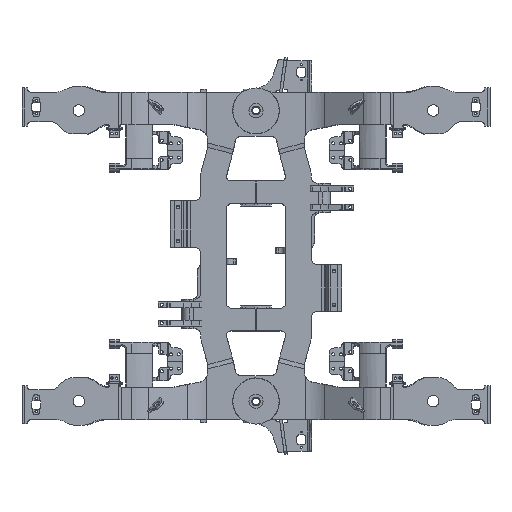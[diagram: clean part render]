
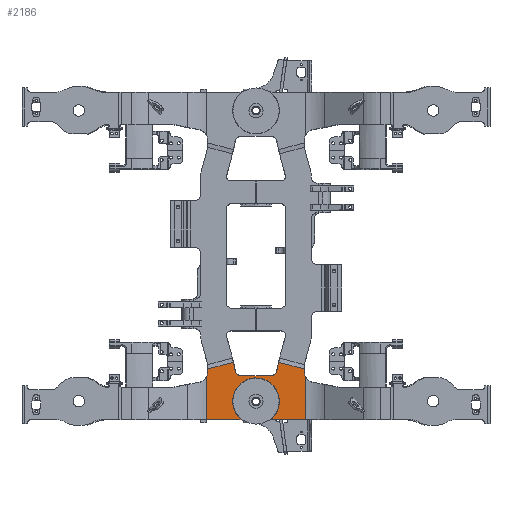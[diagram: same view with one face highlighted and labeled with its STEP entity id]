
A CAD part, top view. The second image highlights one B-rep face of the part: STEP entity #2186.
In plain terms, the highlighted planar face has unit normal (0, 0, 1).
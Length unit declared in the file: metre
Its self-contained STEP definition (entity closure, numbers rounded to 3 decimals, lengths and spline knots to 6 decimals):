
#2186=ADVANCED_FACE('0:364',(#6596),#6597,.T.);
#6596=FACE_OUTER_BOUND('',#15688,.T.);
#6597=PLANE('',#15689);
#15688=EDGE_LOOP('',(#224565,#224566,#224567,#224568,#224569,#224570,#224571,#224572,#224573,#224574,#224575,#224576,#224577,#224578,#224579,#224580,#224581,#224582,#224583,#224584));
#15689=AXIS2_PLACEMENT_3D('',#224585,#224586,#224587);
#224565=ORIENTED_EDGE('',*,*,#259842,.F.);
#224566=ORIENTED_EDGE('',*,*,#259841,.T.);
#224567=ORIENTED_EDGE('',*,*,#259802,.T.);
#224568=ORIENTED_EDGE('',*,*,#259843,.F.);
#224569=ORIENTED_EDGE('',*,*,#259844,.F.);
#224570=ORIENTED_EDGE('',*,*,#259845,.F.);
#224571=ORIENTED_EDGE('',*,*,#259846,.F.);
#224572=ORIENTED_EDGE('',*,*,#259847,.F.);
#224573=ORIENTED_EDGE('',*,*,#259848,.F.);
#224574=ORIENTED_EDGE('',*,*,#259849,.F.);
#224575=ORIENTED_EDGE('',*,*,#259850,.F.);
#224576=ORIENTED_EDGE('',*,*,#259851,.F.);
#224577=ORIENTED_EDGE('',*,*,#259852,.F.);
#224578=ORIENTED_EDGE('',*,*,#259853,.F.);
#224579=ORIENTED_EDGE('',*,*,#259854,.F.);
#224580=ORIENTED_EDGE('',*,*,#259855,.F.);
#224581=ORIENTED_EDGE('',*,*,#259856,.F.);
#224582=ORIENTED_EDGE('',*,*,#259857,.F.);
#224583=ORIENTED_EDGE('',*,*,#259790,.F.);
#224584=ORIENTED_EDGE('',*,*,#259858,.F.);
#224585=CARTESIAN_POINT('',(0.0,-0.953557,0.605));
#224586=DIRECTION('',(-0.0,0.0,1.0));
#224587=DIRECTION('',(1.0,-0.0,0.0));
#259790=EDGE_CURVE('0:708',#272685,#272688,#272689,.T.);
#259802=EDGE_CURVE('0:540',#272712,#272710,#272713,.T.);
#259841=EDGE_CURVE('0:657',#272777,#272712,#272784,.T.);
#259842=EDGE_CURVE('0:660',#272777,#272785,#272786,.T.);
#259843=EDGE_CURVE('0:663',#272787,#272710,#272788,.T.);
#259844=EDGE_CURVE('0:666',#272789,#272787,#272790,.T.);
#259845=EDGE_CURVE('0:669',#272791,#272789,#272792,.T.);
#259846=EDGE_CURVE('0:672',#272793,#272791,#272794,.T.);
#259847=EDGE_CURVE('0:675',#272795,#272793,#272796,.T.);
#259848=EDGE_CURVE('0:678',#272797,#272795,#272798,.T.);
#259849=EDGE_CURVE('0:681',#272799,#272797,#272800,.T.);
#259850=EDGE_CURVE('0:684',#272801,#272799,#272802,.T.);
#259851=EDGE_CURVE('0:687',#272803,#272801,#272804,.T.);
#259852=EDGE_CURVE('0:690',#272805,#272803,#272806,.T.);
#259853=EDGE_CURVE('0:693',#272807,#272805,#272808,.T.);
#259854=EDGE_CURVE('0:696',#272809,#272807,#272810,.T.);
#259855=EDGE_CURVE('0:699',#272811,#272809,#272812,.T.);
#259856=EDGE_CURVE('0:702',#272813,#272811,#272814,.T.);
#259857=EDGE_CURVE('0:705',#272688,#272813,#272815,.T.);
#259858=EDGE_CURVE('0:708',#272785,#272685,#272816,.T.);
#272685=VERTEX_POINT('',#294201);
#272688=VERTEX_POINT(' ',#294204);
#272689=CIRCLE('',#294205,0.165);
#272710=VERTEX_POINT(' ',#294279);
#272712=VERTEX_POINT(' ',#294281);
#272713=LINE('',#294282,#294283);
#272777=VERTEX_POINT(' ',#294389);
#272784=CIRCLE('',#294409,0.1);
#272785=VERTEX_POINT(' ',#294410);
#272786=CIRCLE('',#294411,0.165);
#272787=VERTEX_POINT(' ',#294412);
#272788=LINE('',#294413,#294414);
#272789=VERTEX_POINT(' ',#294415);
#272790=CIRCLE('',#294416,0.07565);
#272791=VERTEX_POINT(' ',#294417);
#272792=LINE('',#294418,#294419);
#272793=VERTEX_POINT(' ',#294420);
#272794=LINE('',#294421,#294422);
#272795=VERTEX_POINT(' ',#294423);
#272796=LINE('',#294424,#294425);
#272797=VERTEX_POINT(' ',#294426);
#272798=CIRCLE('',#294427,0.04);
#272799=VERTEX_POINT(' ',#294428);
#272800=LINE('',#294429,#294430);
#272801=VERTEX_POINT(' ',#294431);
#272802=CIRCLE('',#294432,0.04);
#272803=VERTEX_POINT(' ',#294433);
#272804=LINE('',#294434,#294435);
#272805=VERTEX_POINT(' ',#294436);
#272806=LINE('',#294437,#294438);
#272807=VERTEX_POINT(' ',#294439);
#272808=LINE('',#294440,#294441);
#272809=VERTEX_POINT(' ',#294442);
#272810=CIRCLE('',#294443,0.075647);
#272811=VERTEX_POINT(' ',#294444);
#272812=LINE('',#294445,#294446);
#272813=VERTEX_POINT(' ',#294447);
#272814=LINE('',#294448,#294449);
#272815=CIRCLE('',#294450,0.1);
#272816=CIRCLE('',#294451,0.165);
#294201=CARTESIAN_POINT('',(-0.04902,-0.86745,0.605));
#294204=CARTESIAN_POINT('',(-0.098011,-1.157736,0.605));
#294205=AXIS2_PLACEMENT_3D('',#341085,#341086,#341087);
#294279=CARTESIAN_POINT('',(0.347807,-1.155,0.605));
#294281=CARTESIAN_POINT('',(0.121244,-1.155,0.605));
#294282=CARTESIAN_POINT('',(0.121244,-1.155,0.605));
#294283=VECTOR('',#341102,0.001);
#294389=CARTESIAN_POINT('',(0.098011,-1.157736,0.605));
#294409=AXIS2_PLACEMENT_3D('',#341147,#341148,#341149);
#294410=CARTESIAN_POINT('',(0.,-0.86,0.605));
#294411=AXIS2_PLACEMENT_3D('',#341150,#341151,#341152);
#294412=CARTESIAN_POINT('',(0.347807,-0.850194,0.605));
#294413=CARTESIAN_POINT('',(0.347807,-0.850194,0.605));
#294414=VECTOR('',#341153,0.001);
#294415=CARTESIAN_POINT('',(0.34,-0.816719,0.605));
#294416=AXIS2_PLACEMENT_3D('',#341154,#341155,#341156);
#294417=CARTESIAN_POINT('',(0.34,-0.797612,0.605));
#294418=CARTESIAN_POINT('',(0.34,-0.797612,0.605));
#294419=VECTOR('',#341157,0.001);
#294420=CARTESIAN_POINT('',(0.159987,-0.749378,0.605));
#294421=CARTESIAN_POINT('',(0.159987,-0.749378,0.605));
#294422=VECTOR('',#341158,0.001);
#294423=CARTESIAN_POINT('',(0.146757,-0.811351,0.605));
#294424=CARTESIAN_POINT('',(0.146757,-0.811351,0.605));
#294425=VECTOR('',#341159,0.001);
#294426=CARTESIAN_POINT('',(0.107638,-0.843,0.605));
#294427=AXIS2_PLACEMENT_3D('',#341160,#341161,#341162);
#294428=CARTESIAN_POINT('',(-0.107638,-0.843,0.605));
#294429=CARTESIAN_POINT('',(-0.107638,-0.843,0.605));
#294430=VECTOR('',#341163,0.001);
#294431=CARTESIAN_POINT('',(-0.146757,-0.811351,0.605));
#294432=AXIS2_PLACEMENT_3D('',#341164,#341165,#341166);
#294433=CARTESIAN_POINT('',(-0.159987,-0.749378,0.605));
#294434=CARTESIAN_POINT('',(-0.159987,-0.749378,0.605));
#294435=VECTOR('',#341167,0.001);
#294436=CARTESIAN_POINT('',(-0.34,-0.797612,0.605));
#294437=CARTESIAN_POINT('',(-0.34,-0.797612,0.605));
#294438=VECTOR('',#341168,0.001);
#294439=CARTESIAN_POINT('',(-0.34,-0.816719,0.605));
#294440=CARTESIAN_POINT('',(-0.34,-0.816719,0.605));
#294441=VECTOR('',#341169,0.001);
#294442=CARTESIAN_POINT('',(-0.347807,-0.850194,0.605));
#294443=AXIS2_PLACEMENT_3D('',#341170,#341171,#341172);
#294444=CARTESIAN_POINT('',(-0.347807,-1.155,0.605));
#294445=CARTESIAN_POINT('',(-0.347807,-1.155,0.605));
#294446=VECTOR('',#341173,0.001);
#294447=CARTESIAN_POINT('',(-0.121244,-1.155,0.605));
#294448=CARTESIAN_POINT('',(-0.121244,-1.155,0.605));
#294449=VECTOR('',#341174,0.001);
#294450=AXIS2_PLACEMENT_3D('',#341175,#341176,#341177);
#294451=AXIS2_PLACEMENT_3D('',#341178,#341179,#341180);
#341085=CARTESIAN_POINT('',(0.,-1.025,0.605));
#341086=DIRECTION('',(-0.0,0.0,1.0));
#341087=DIRECTION('',(0.,1.,0.0));
#341102=DIRECTION('',(1.0,0.0,0.));
#341147=CARTESIAN_POINT('',(0.121244,-1.255,0.605));
#341148=DIRECTION('',(0.,0.,-1.0));
#341149=DIRECTION('',(-0.232,0.973,0.));
#341150=CARTESIAN_POINT('',(0.,-1.025,0.605));
#341151=DIRECTION('',(0.0,0.0,1.0));
#341152=DIRECTION('',(0.594,-0.804,0.0));
#341153=DIRECTION('',(0.,-1.0,0.));
#341154=CARTESIAN_POINT('',(0.41565,-0.816725,0.605013));
#341155=DIRECTION('',(0.,0.,1.));
#341156=DIRECTION('',(-1.,0.,0.));
#341157=DIRECTION('',(0.,-1.0,0.));
#341158=DIRECTION('',(0.966,-0.259,0.));
#341159=DIRECTION('',(0.209,0.978,0.));
#341160=CARTESIAN_POINT('',(0.107638,-0.803,0.605));
#341161=DIRECTION('',(0.0,0.0,1.0));
#341162=DIRECTION('',(0.,-1.,0.0));
#341163=DIRECTION('',(1.0,0.0,0.0));
#341164=CARTESIAN_POINT('',(-0.107638,-0.803,0.605));
#341165=DIRECTION('',(0.0,0.0,1.0));
#341166=DIRECTION('',(-0.978,-0.209,0.0));
#341167=DIRECTION('',(0.209,-0.978,0.));
#341168=DIRECTION('',(0.966,0.259,0.0));
#341169=DIRECTION('',(0.,1.0,0.));
#341170=CARTESIAN_POINT('',(-0.415647,-0.816726,0.605006));
#341171=DIRECTION('',(0.,0.,1.));
#341172=DIRECTION('',(0.897,-0.442,0.));
#341173=DIRECTION('',(0.,1.0,0.));
#341174=DIRECTION('',(-1.0,0.0,0.));
#341175=CARTESIAN_POINT('',(-0.121244,-1.255,0.605));
#341176=DIRECTION('',(0.,0.,1.0));
#341177=DIRECTION('',(0.232,0.973,0.));
#341178=CARTESIAN_POINT('',(0.,-1.025,0.605));
#341179=DIRECTION('',(-0.0,0.0,1.0));
#341180=DIRECTION('',(0.,1.,0.0));
